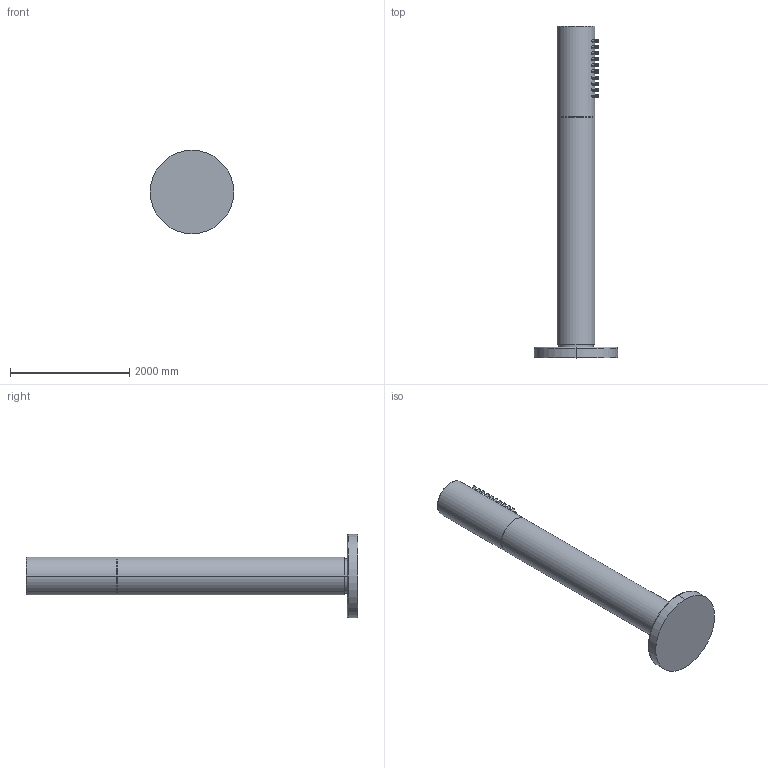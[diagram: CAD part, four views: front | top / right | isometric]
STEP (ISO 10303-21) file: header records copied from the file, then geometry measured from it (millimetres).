
FILE_DESCRIPTION((''),'2;1');
FILE_NAME('51130A','2018-07-29T',('MQ'),(''),'PRO/ENGINEER BY PARAMETRIC TECHNOLOGY CORPORATION, 2012130','PRO/ENGINEER BY PARAMETRIC TECHNOLOGY CORPORATION, 2012130','');
FILE_SCHEMA(('CONFIG_CONTROL_DESIGN'));
Length unit declared in the file: inch
Products named in the file (1): 51130A
Bounding box: 1397 x 5562.6 x 1397 mm (x, y, z)
Volume: 1980479815.2 mm3; surface area: 15375513.1 mm2
Topology: 1 solids, 1 shells, 319 faces, 666 edges, 442 vertices
Faces by surface type: cylinder 256, plane 55, torus 6, cone 2
Entity records: 9740 total; most frequent: CARTESIAN_POINT 3047, ORIENTED_EDGE 1332, DIRECTION 1312, EDGE_CURVE 666, AXIS2_PLACEMENT_3D 547, VERTEX_POINT 442, EDGE_LOOP 412, FACE_OUTER_BOUND 319
